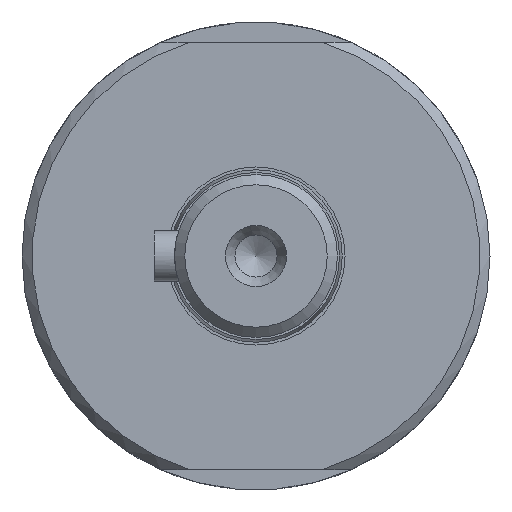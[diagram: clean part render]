
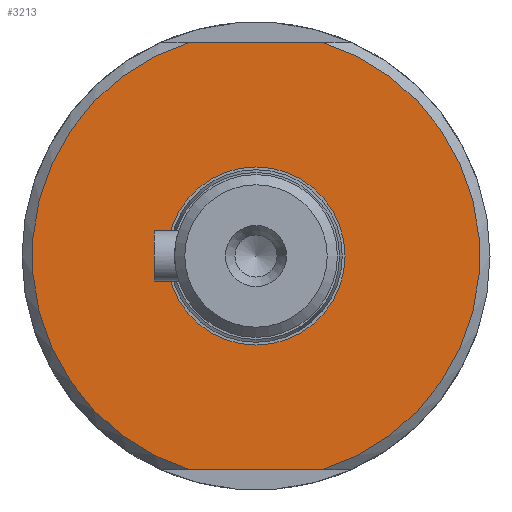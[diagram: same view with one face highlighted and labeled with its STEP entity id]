
A CAD part, left-side view. The second image highlights one B-rep face of the part: STEP entity #3213.
In plain terms, the highlighted planar face has unit normal (-1, 0, 0).
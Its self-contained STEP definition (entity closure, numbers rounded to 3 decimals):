
#92=FACE_BOUND('',#537,.T.);
#351=FACE_OUTER_BOUND('',#536,.T.);
#536=EDGE_LOOP('',(#2345,#2346,#2347,#2348));
#537=EDGE_LOOP('',(#2349,#2350));
#744=CIRCLE('',#3478,8.75);
#745=CIRCLE('',#3479,8.75);
#748=CIRCLE('',#3483,22.);
#749=CIRCLE('',#3485,22.);
#861=LINE('',#4859,#1141);
#862=LINE('',#4861,#1142);
#1141=VECTOR('',#3954,10.);
#1142=VECTOR('',#3955,10.);
#1453=VERTEX_POINT('',#4837);
#1454=VERTEX_POINT('',#4839);
#1455=VERTEX_POINT('',#4843);
#1459=VERTEX_POINT('',#4852);
#1460=VERTEX_POINT('',#4858);
#1461=VERTEX_POINT('',#4860);
#1790=EDGE_CURVE('',#1454,#1453,#744,.T.);
#1791=EDGE_CURVE('',#1453,#1454,#745,.T.);
#1796=EDGE_CURVE('',#1459,#1455,#748,.T.);
#1797=EDGE_CURVE('',#1460,#1455,#861,.T.);
#1798=EDGE_CURVE('',#1459,#1461,#862,.T.);
#1799=EDGE_CURVE('',#1460,#1461,#749,.T.);
#2345=ORIENTED_EDGE('',*,*,#1797,.T.);
#2346=ORIENTED_EDGE('',*,*,#1796,.F.);
#2347=ORIENTED_EDGE('',*,*,#1798,.T.);
#2348=ORIENTED_EDGE('',*,*,#1799,.F.);
#2349=ORIENTED_EDGE('',*,*,#1790,.T.);
#2350=ORIENTED_EDGE('',*,*,#1791,.T.);
#3072=PLANE('',#3484);
#3213=ADVANCED_FACE('',(#351,#92),#3072,.T.);
#3478=AXIS2_PLACEMENT_3D('',#4840,#3940,#3941);
#3479=AXIS2_PLACEMENT_3D('',#4841,#3942,#3943);
#3483=AXIS2_PLACEMENT_3D('',#4856,#3950,#3951);
#3484=AXIS2_PLACEMENT_3D('',#4857,#3952,#3953);
#3485=AXIS2_PLACEMENT_3D('',#4862,#3956,#3957);
#3940=DIRECTION('center_axis',(1.,0.,0.));
#3941=DIRECTION('ref_axis',(0.,-1.,0.));
#3942=DIRECTION('center_axis',(1.,0.,0.));
#3943=DIRECTION('ref_axis',(0.,-1.,0.));
#3950=DIRECTION('center_axis',(1.,0.,0.));
#3951=DIRECTION('ref_axis',(0.,-1.,0.));
#3952=DIRECTION('center_axis',(-1.,0.,0.));
#3953=DIRECTION('ref_axis',(0.,0.,-1.));
#3954=DIRECTION('',(0.,1.,0.));
#3955=DIRECTION('',(0.,-1.,0.));
#3956=DIRECTION('center_axis',(1.,0.,0.));
#3957=DIRECTION('ref_axis',(0.,-1.,0.));
#4837=CARTESIAN_POINT('',(-134.5,8.75,0.));
#4839=CARTESIAN_POINT('',(-134.5,-8.75,0.));
#4840=CARTESIAN_POINT('Origin',(-134.5,0.,0.));
#4841=CARTESIAN_POINT('Origin',(-134.5,0.,0.));
#4843=CARTESIAN_POINT('',(-134.5,6.557,21.));
#4852=CARTESIAN_POINT('',(-134.5,6.557,-21.));
#4856=CARTESIAN_POINT('Origin',(-134.5,0.,0.));
#4857=CARTESIAN_POINT('Origin',(-134.5,-15.375,0.));
#4858=CARTESIAN_POINT('',(-134.5,-6.557,21.));
#4859=CARTESIAN_POINT('',(-134.5,0.91,21.));
#4860=CARTESIAN_POINT('',(-134.5,-6.557,-21.));
#4861=CARTESIAN_POINT('',(-134.5,-15.688,-21.));
#4862=CARTESIAN_POINT('Origin',(-134.5,0.,0.));
